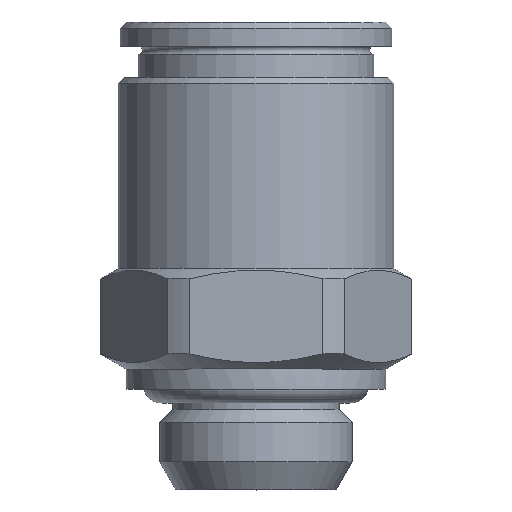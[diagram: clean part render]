
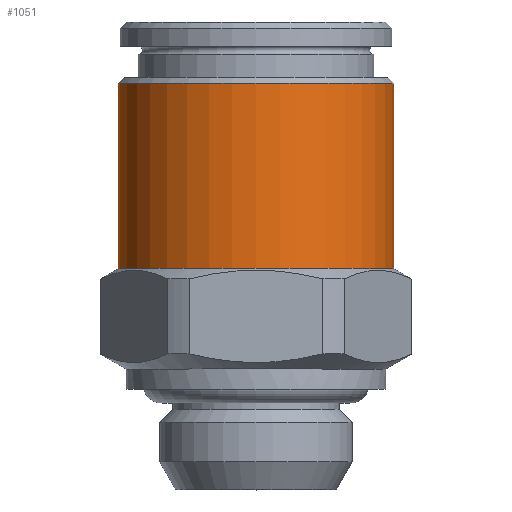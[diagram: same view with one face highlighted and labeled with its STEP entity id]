
A CAD part, top view. The second image highlights one B-rep face of the part: STEP entity #1051.
In plain terms, the highlighted cylindrical face has radius 6.85 mm (diameter 13.7 mm), a full revolution.
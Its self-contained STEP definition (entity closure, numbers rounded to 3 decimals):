
#93=CIRCLE('',#1191,6.85);
#95=CIRCLE('',#1195,6.85);
#134=CYLINDRICAL_SURFACE('',#1194,6.85);
#249=ORIENTED_EDGE('',*,*,#504,.T.);
#250=ORIENTED_EDGE('',*,*,#506,.F.);
#504=EDGE_CURVE('',#632,#632,#93,.T.);
#506=EDGE_CURVE('',#634,#634,#95,.T.);
#632=VERTEX_POINT('',#1793);
#634=VERTEX_POINT('',#1799);
#786=EDGE_LOOP('',(#249));
#787=EDGE_LOOP('',(#250));
#906=FACE_BOUND('',#786,.T.);
#907=FACE_BOUND('',#787,.T.);
#1051=ADVANCED_FACE('',(#906,#907),#134,.T.);
#1191=AXIS2_PLACEMENT_3D('',#1792,#1419,#1420);
#1194=AXIS2_PLACEMENT_3D('',#1797,#1425,#1426);
#1195=AXIS2_PLACEMENT_3D('',#1798,#1427,#1428);
#1419=DIRECTION('',(0.,-1.,0.));
#1420=DIRECTION('',(0.,0.,-1.));
#1425=DIRECTION('',(0.,1.,0.));
#1426=DIRECTION('',(0.,0.,-1.));
#1427=DIRECTION('',(0.,-1.,0.));
#1428=DIRECTION('',(0.,0.,-1.));
#1792=CARTESIAN_POINT('',(0.,20.2,0.));
#1793=CARTESIAN_POINT('',(0.,20.2,-6.85));
#1797=CARTESIAN_POINT('',(0.,0.,0.));
#1798=CARTESIAN_POINT('',(0.,11.,0.));
#1799=CARTESIAN_POINT('',(0.,11.,-6.85));
